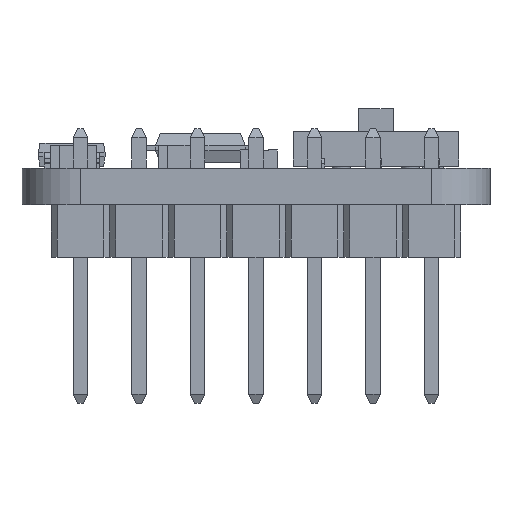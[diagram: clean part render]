
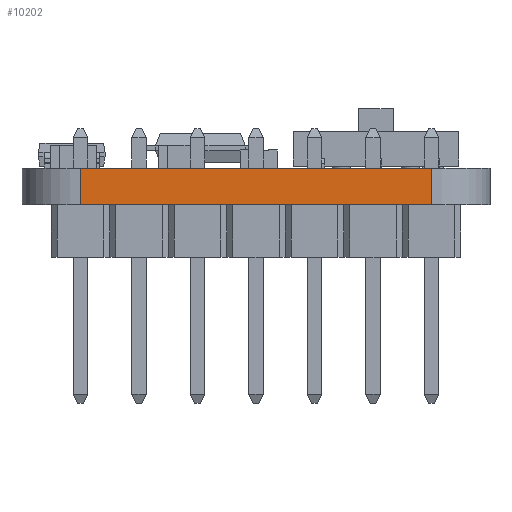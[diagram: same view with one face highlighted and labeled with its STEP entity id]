
A CAD part, front view. The second image highlights one B-rep face of the part: STEP entity #10202.
In plain terms, the highlighted planar face has unit normal (0, -1, 0).
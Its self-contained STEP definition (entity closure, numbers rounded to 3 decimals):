
#161=PLANE('',#10947);
#683=FACE_OUTER_BOUND('',#1268,.T.);
#1268=EDGE_LOOP('',(#7055,#7056,#7057,#7058));
#1916=LINE('',#14629,#3186);
#1917=LINE('',#14632,#3187);
#1918=LINE('',#14634,#3188);
#1919=LINE('',#14635,#3189);
#3186=VECTOR('',#11826,10.);
#3187=VECTOR('',#11829,10.);
#3188=VECTOR('',#11830,10.);
#3189=VECTOR('',#11831,10.);
#4647=VERTEX_POINT('',#14625);
#4648=VERTEX_POINT('',#14627);
#4649=VERTEX_POINT('',#14631);
#4650=VERTEX_POINT('',#14633);
#5590=EDGE_CURVE('',#4647,#4648,#1916,.T.);
#5591=EDGE_CURVE('',#4649,#4647,#1917,.T.);
#5592=EDGE_CURVE('',#4650,#4648,#1918,.T.);
#5593=EDGE_CURVE('',#4649,#4650,#1919,.T.);
#7055=ORIENTED_EDGE('',*,*,#5591,.T.);
#7056=ORIENTED_EDGE('',*,*,#5590,.T.);
#7057=ORIENTED_EDGE('',*,*,#5592,.F.);
#7058=ORIENTED_EDGE('',*,*,#5593,.F.);
#10202=ADVANCED_FACE('',(#683),#161,.T.);
#10947=AXIS2_PLACEMENT_3D('',#14630,#11827,#11828);
#11826=DIRECTION('',(0.,0.,1.));
#11827=DIRECTION('center_axis',(0.,-1.,0.));
#11828=DIRECTION('ref_axis',(1.,0.,0.));
#11829=DIRECTION('',(1.,0.,0.));
#11830=DIRECTION('',(1.,0.,0.));
#11831=DIRECTION('',(0.,0.,1.));
#14625=CARTESIAN_POINT('',(17.78,0.,0.));
#14627=CARTESIAN_POINT('',(17.78,0.,1.57));
#14629=CARTESIAN_POINT('',(17.78,0.,0.));
#14630=CARTESIAN_POINT('Origin',(2.54,0.,0.));
#14631=CARTESIAN_POINT('',(2.54,0.,0.));
#14632=CARTESIAN_POINT('',(2.54,0.,0.));
#14633=CARTESIAN_POINT('',(2.54,0.,1.57));
#14634=CARTESIAN_POINT('',(2.54,0.,1.57));
#14635=CARTESIAN_POINT('',(2.54,0.,0.));
